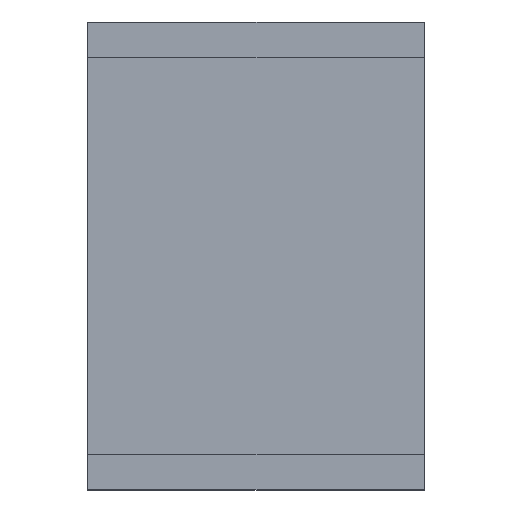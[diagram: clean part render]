
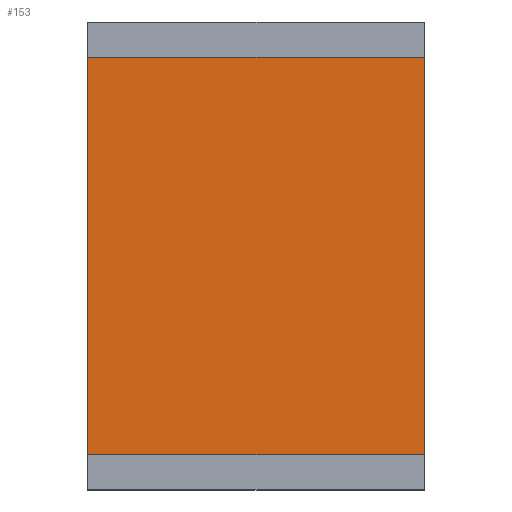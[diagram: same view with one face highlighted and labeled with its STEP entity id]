
A CAD part, left-side view. The second image highlights one B-rep face of the part: STEP entity #153.
In plain terms, the highlighted planar face has unit normal (-1, 0, 0).
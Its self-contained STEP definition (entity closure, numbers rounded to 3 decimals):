
#36 = CARTESIAN_POINT ( 'NONE',  ( -1.6, 0., 0.68 ) ) ;
#153 = ADVANCED_FACE ( 'NONE', ( #1363 ), #1457, .T. ) ;
#171 = DIRECTION ( 'NONE',  ( 0., 1., 0. ) ) ;
#197 = ORIENTED_EDGE ( 'NONE', *, *, #445, .T. ) ;
#366 = DIRECTION ( 'NONE',  ( -1., 0., 0. ) ) ;
#376 = VERTEX_POINT ( 'NONE', #771 ) ;
#392 = ORIENTED_EDGE ( 'NONE', *, *, #1185, .T. ) ;
#437 = EDGE_CURVE ( 'NONE', #791, #1102, #1030, .T. ) ;
#445 = EDGE_CURVE ( 'NONE', #502, #376, #705, .T. ) ;
#466 = VECTOR ( 'NONE', #904, 1000. ) ;
#494 = VECTOR ( 'NONE', #171, 1000. ) ;
#502 = VERTEX_POINT ( 'NONE', #1523 ) ;
#522 = DIRECTION ( 'NONE',  ( 0., 0., -1. ) ) ;
#577 = CARTESIAN_POINT ( 'NONE',  ( -1.6, 0., 0.68 ) ) ;
#605 = DIRECTION ( 'NONE',  ( 0., 0., 1. ) ) ;
#663 = CARTESIAN_POINT ( 'NONE',  ( -1.6, 0., -0.68 ) ) ;
#664 = AXIS2_PLACEMENT_3D ( 'NONE', #1578, #366, #605 ) ;
#671 = CARTESIAN_POINT ( 'NONE',  ( -1.6, 1.15, 0.68 ) ) ;
#691 = LINE ( 'NONE', #1205, #1032 ) ;
#705 = LINE ( 'NONE', #671, #1276 ) ;
#732 = DIRECTION ( 'NONE',  ( 0., 1., 0. ) ) ;
#771 = CARTESIAN_POINT ( 'NONE',  ( -1.6, 1.15, -0.68 ) ) ;
#772 = EDGE_LOOP ( 'NONE', ( #1371, #1152, #392, #197 ) ) ;
#791 = VERTEX_POINT ( 'NONE', #577 ) ;
#799 = CARTESIAN_POINT ( 'NONE',  ( -1.6, 0., 0.68 ) ) ;
#904 = DIRECTION ( 'NONE',  ( 0., 0., -1. ) ) ;
#1030 = LINE ( 'NONE', #36, #466 ) ;
#1032 = VECTOR ( 'NONE', #732, 1000. ) ;
#1102 = VERTEX_POINT ( 'NONE', #663 ) ;
#1152 = ORIENTED_EDGE ( 'NONE', *, *, #437, .F. ) ;
#1166 = LINE ( 'NONE', #799, #494 ) ;
#1185 = EDGE_CURVE ( 'NONE', #791, #502, #1166, .T. ) ;
#1205 = CARTESIAN_POINT ( 'NONE',  ( -1.6, 0., -0.68 ) ) ;
#1276 = VECTOR ( 'NONE', #522, 1000. ) ;
#1363 = FACE_OUTER_BOUND ( 'NONE', #772, .T. ) ;
#1371 = ORIENTED_EDGE ( 'NONE', *, *, #1428, .F. ) ;
#1428 = EDGE_CURVE ( 'NONE', #1102, #376, #691, .T. ) ;
#1457 = PLANE ( 'NONE',  #664 ) ;
#1523 = CARTESIAN_POINT ( 'NONE',  ( -1.6, 1.15, 0.68 ) ) ;
#1578 = CARTESIAN_POINT ( 'NONE',  ( -1.6, 0., 0.68 ) ) ;
